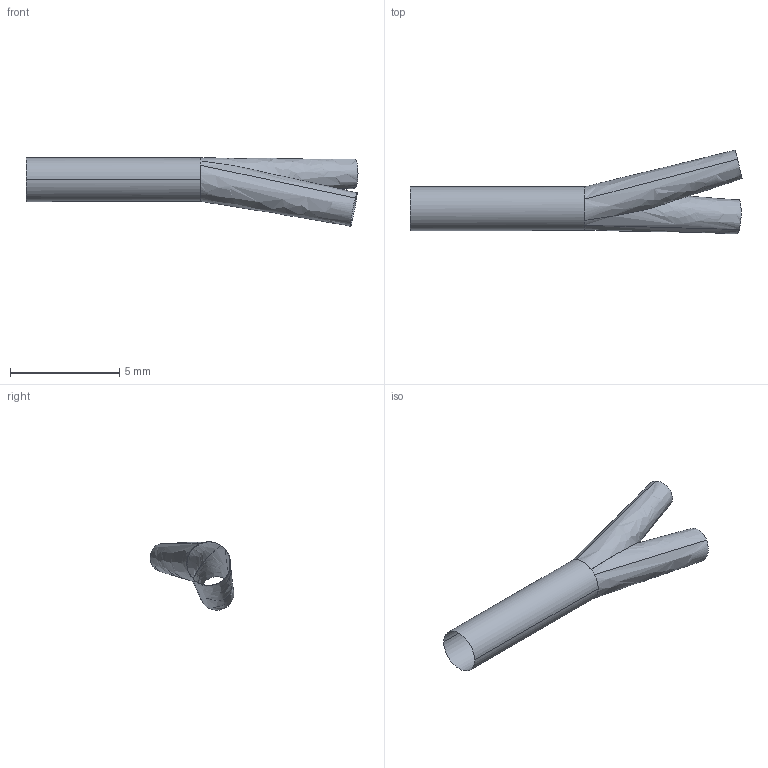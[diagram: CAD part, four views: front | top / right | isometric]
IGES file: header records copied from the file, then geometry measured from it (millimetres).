
Start section: SolidWorks IGES file using analytic representation for surfaces
Global section: file name: 1 branch.IGS; native system: SolidWorks 2011; preprocessor: SolidWorks 2011; author: sci120030; date: 140219.114122; units: millimetre
Bounding box: 15.19 x 3.83 x 3.13 mm (x, y, z)
Surface area: 111.5 mm2 (no closed solid volume)
Topology: 0 solids, 0 shells, 6 faces, 61 edges, 61 vertices
Faces by surface type: bspline 4, revolution 2
